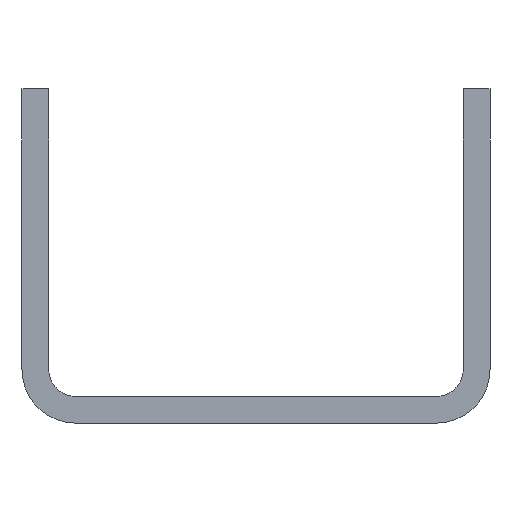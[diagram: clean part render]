
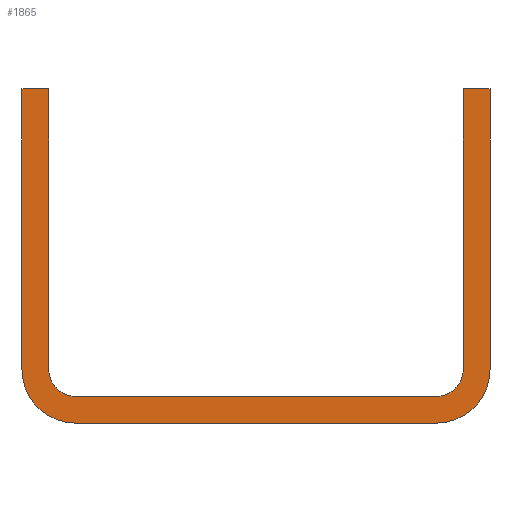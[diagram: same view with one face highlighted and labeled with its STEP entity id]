
A CAD part, front view. The second image highlights one B-rep face of the part: STEP entity #1865.
In plain terms, the highlighted planar face has unit normal (0, -1, 0).
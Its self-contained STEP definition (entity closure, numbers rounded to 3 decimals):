
#2=DIRECTION('',(0.,0.,-1.));
#3=VECTOR('',#2,42.);
#4=CARTESIAN_POINT('',(35.,0.,25.));
#5=LINE('',#4,#3);
#6=CARTESIAN_POINT('',(27.,0.,-17.));
#7=DIRECTION('',(0.,1.,0.));
#8=DIRECTION('',(1.,0.,0.));
#9=AXIS2_PLACEMENT_3D('',#6,#7,#8);
#11=DIRECTION('',(-1.,0.,0.));
#12=VECTOR('',#11,54.);
#13=CARTESIAN_POINT('',(27.,0.,-25.));
#14=LINE('',#13,#12);
#15=CARTESIAN_POINT('',(-27.,0.,-17.));
#16=DIRECTION('',(0.,1.,0.));
#17=DIRECTION('',(0.,0.,-1.));
#18=AXIS2_PLACEMENT_3D('',#15,#16,#17);
#20=DIRECTION('',(0.,0.,1.));
#21=VECTOR('',#20,42.);
#22=CARTESIAN_POINT('',(-35.,0.,-17.));
#23=LINE('',#22,#21);
#24=DIRECTION('',(1.,0.,0.));
#25=VECTOR('',#24,4.);
#26=CARTESIAN_POINT('',(-35.,0.,25.));
#27=LINE('',#26,#25);
#28=DIRECTION('',(0.,0.,-1.));
#29=VECTOR('',#28,42.);
#30=CARTESIAN_POINT('',(-31.,0.,25.));
#31=LINE('',#30,#29);
#32=CARTESIAN_POINT('',(-27.,0.,-17.));
#33=DIRECTION('',(0.,-1.,0.));
#34=DIRECTION('',(-1.,0.,0.));
#35=AXIS2_PLACEMENT_3D('',#32,#33,#34);
#37=DIRECTION('',(1.,0.,0.));
#38=VECTOR('',#37,54.);
#39=CARTESIAN_POINT('',(-27.,0.,-21.));
#40=LINE('',#39,#38);
#41=CARTESIAN_POINT('',(27.,0.,-17.));
#42=DIRECTION('',(0.,-1.,0.));
#43=DIRECTION('',(0.,0.,-1.));
#44=AXIS2_PLACEMENT_3D('',#41,#42,#43);
#46=DIRECTION('',(0.,0.,1.));
#47=VECTOR('',#46,42.);
#48=CARTESIAN_POINT('',(31.,0.,-17.));
#49=LINE('',#48,#47);
#50=DIRECTION('',(1.,0.,0.));
#51=VECTOR('',#50,4.);
#52=CARTESIAN_POINT('',(31.,0.,25.));
#53=LINE('',#52,#51);
#1402=CARTESIAN_POINT('',(35.,0.,25.));
#1403=CARTESIAN_POINT('',(35.,0.,-17.));
#1404=VERTEX_POINT('',#1402);
#1405=VERTEX_POINT('',#1403);
#1406=CARTESIAN_POINT('',(27.,0.,-25.));
#1407=VERTEX_POINT('',#1406);
#1408=CARTESIAN_POINT('',(-27.,0.,-25.));
#1409=VERTEX_POINT('',#1408);
#1410=CARTESIAN_POINT('',(-35.,0.,-17.));
#1411=VERTEX_POINT('',#1410);
#1412=CARTESIAN_POINT('',(-35.,0.,25.));
#1413=VERTEX_POINT('',#1412);
#1414=CARTESIAN_POINT('',(-31.,0.,25.));
#1415=VERTEX_POINT('',#1414);
#1416=CARTESIAN_POINT('',(-31.,0.,-17.));
#1417=VERTEX_POINT('',#1416);
#1418=CARTESIAN_POINT('',(-27.,0.,-21.));
#1419=VERTEX_POINT('',#1418);
#1420=CARTESIAN_POINT('',(27.,0.,-21.));
#1421=VERTEX_POINT('',#1420);
#1422=CARTESIAN_POINT('',(31.,0.,-17.));
#1423=VERTEX_POINT('',#1422);
#1424=CARTESIAN_POINT('',(31.,0.,25.));
#1425=VERTEX_POINT('',#1424);
#1834=CARTESIAN_POINT('',(0.,0.,0.));
#1835=DIRECTION('',(0.,1.,0.));
#1836=DIRECTION('',(1.,0.,0.));
#1837=AXIS2_PLACEMENT_3D('',#1834,#1835,#1836);
#1838=PLANE('',#1837);
#1840=ORIENTED_EDGE('',*,*,#1839,.T.);
#1842=ORIENTED_EDGE('',*,*,#1841,.T.);
#1844=ORIENTED_EDGE('',*,*,#1843,.T.);
#1846=ORIENTED_EDGE('',*,*,#1845,.T.);
#1848=ORIENTED_EDGE('',*,*,#1847,.T.);
#1850=ORIENTED_EDGE('',*,*,#1849,.T.);
#1852=ORIENTED_EDGE('',*,*,#1851,.T.);
#1854=ORIENTED_EDGE('',*,*,#1853,.T.);
#1856=ORIENTED_EDGE('',*,*,#1855,.T.);
#1858=ORIENTED_EDGE('',*,*,#1857,.T.);
#1860=ORIENTED_EDGE('',*,*,#1859,.T.);
#1862=ORIENTED_EDGE('',*,*,#1861,.T.);
#1863=EDGE_LOOP('',(#1840,#1842,#1844,#1846,#1848,#1850,#1852,#1854,#1856,#1858,
#1860,#1862));
#1864=FACE_OUTER_BOUND('',#1863,.F.);
#1865=ADVANCED_FACE('',(#1864),#1838,.F.);
#10=CIRCLE('',#9,8.);
#19=CIRCLE('',#18,8.);
#36=CIRCLE('',#35,4.);
#45=CIRCLE('',#44,4.);
#1839=EDGE_CURVE('',#1404,#1405,#5,.T.);
#1841=EDGE_CURVE('',#1405,#1407,#10,.T.);
#1843=EDGE_CURVE('',#1407,#1409,#14,.T.);
#1845=EDGE_CURVE('',#1409,#1411,#19,.T.);
#1847=EDGE_CURVE('',#1411,#1413,#23,.T.);
#1849=EDGE_CURVE('',#1413,#1415,#27,.T.);
#1851=EDGE_CURVE('',#1415,#1417,#31,.T.);
#1853=EDGE_CURVE('',#1417,#1419,#36,.T.);
#1855=EDGE_CURVE('',#1419,#1421,#40,.T.);
#1857=EDGE_CURVE('',#1421,#1423,#45,.T.);
#1859=EDGE_CURVE('',#1423,#1425,#49,.T.);
#1861=EDGE_CURVE('',#1425,#1404,#53,.T.);
